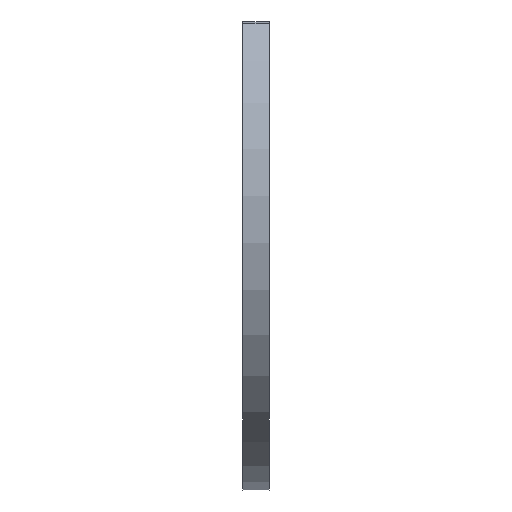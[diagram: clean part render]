
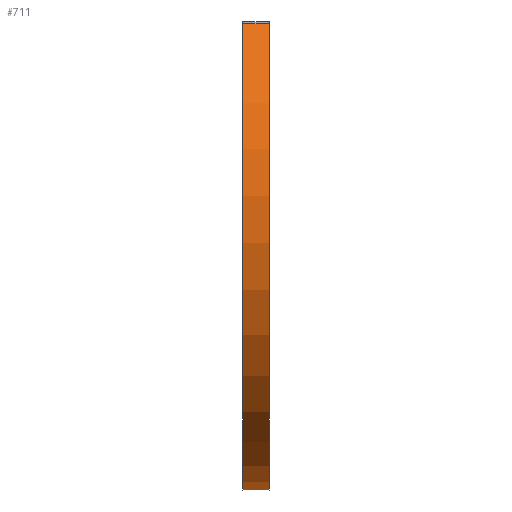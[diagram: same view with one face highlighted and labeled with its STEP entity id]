
A CAD part, left-side view. The second image highlights one B-rep face of the part: STEP entity #711.
In plain terms, the highlighted cylindrical face has radius 11.7 mm (diameter 23.4 mm), a partial arc.
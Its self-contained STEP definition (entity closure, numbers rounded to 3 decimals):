
#113 = DIRECTION ( 'NONE',  ( 0., 1., 0. ) ) ;
#120 = VERTEX_POINT ( 'NONE', #281 ) ;
#182 = CARTESIAN_POINT ( 'NONE',  ( 0., 0.55, 0. ) ) ;
#187 = FACE_OUTER_BOUND ( 'NONE', #713, .T. ) ;
#232 = DIRECTION ( 'NONE',  ( 0., -1., 0. ) ) ;
#250 = CYLINDRICAL_SURFACE ( 'NONE', #436, 11.7 ) ;
#275 = ORIENTED_EDGE ( 'NONE', *, *, #824, .T. ) ;
#281 = CARTESIAN_POINT ( 'NONE',  ( -8.567, 0.55, 7.969 ) ) ;
#290 = EDGE_CURVE ( 'NONE', #778, #120, #361, .T. ) ;
#306 = VECTOR ( 'NONE', #232, 1000. ) ;
#315 = DIRECTION ( 'NONE',  ( 0., 0., -1. ) ) ;
#361 = CIRCLE ( 'NONE', #805, 11.7 ) ;
#394 = DIRECTION ( 'NONE',  ( 0., 0., 1. ) ) ;
#433 = DIRECTION ( 'NONE',  ( 0., 0., 1. ) ) ;
#436 = AXIS2_PLACEMENT_3D ( 'NONE', #800, #468, #315 ) ;
#449 = CARTESIAN_POINT ( 'NONE',  ( -8.567, 0.55, 7.969 ) ) ;
#460 = VERTEX_POINT ( 'NONE', #764 ) ;
#468 = DIRECTION ( 'NONE',  ( 0., -1., 0. ) ) ;
#529 = CARTESIAN_POINT ( 'NONE',  ( 8.567, -0.55, 7.969 ) ) ;
#539 = EDGE_CURVE ( 'NONE', #743, #460, #733, .T. ) ;
#543 = VECTOR ( 'NONE', #576, 1000. ) ;
#554 = DIRECTION ( 'NONE',  ( 0., 1., 0. ) ) ;
#569 = CARTESIAN_POINT ( 'NONE',  ( 8.567, 0.55, 7.969 ) ) ;
#576 = DIRECTION ( 'NONE',  ( 0., 1., 0. ) ) ;
#585 = LINE ( 'NONE', #449, #543 ) ;
#635 = ORIENTED_EDGE ( 'NONE', *, *, #290, .F. ) ;
#711 = ADVANCED_FACE ( 'NONE', ( #187 ), #250, .T. ) ;
#713 = EDGE_LOOP ( 'NONE', ( #635, #721, #875, #275 ) ) ;
#721 = ORIENTED_EDGE ( 'NONE', *, *, #808, .T. ) ;
#733 = CIRCLE ( 'NONE', #878, 11.7 ) ;
#734 = LINE ( 'NONE', #569, #306 ) ;
#743 = VERTEX_POINT ( 'NONE', #529 ) ;
#764 = CARTESIAN_POINT ( 'NONE',  ( -8.567, -0.55, 7.969 ) ) ;
#778 = VERTEX_POINT ( 'NONE', #861 ) ;
#800 = CARTESIAN_POINT ( 'NONE',  ( 0., 0.55, 0. ) ) ;
#805 = AXIS2_PLACEMENT_3D ( 'NONE', #182, #113, #394 ) ;
#808 = EDGE_CURVE ( 'NONE', #778, #743, #734, .T. ) ;
#824 = EDGE_CURVE ( 'NONE', #460, #120, #585, .T. ) ;
#841 = CARTESIAN_POINT ( 'NONE',  ( 0., -0.55, 0. ) ) ;
#861 = CARTESIAN_POINT ( 'NONE',  ( 8.567, 0.55, 7.969 ) ) ;
#875 = ORIENTED_EDGE ( 'NONE', *, *, #539, .T. ) ;
#878 = AXIS2_PLACEMENT_3D ( 'NONE', #841, #554, #433 ) ;
